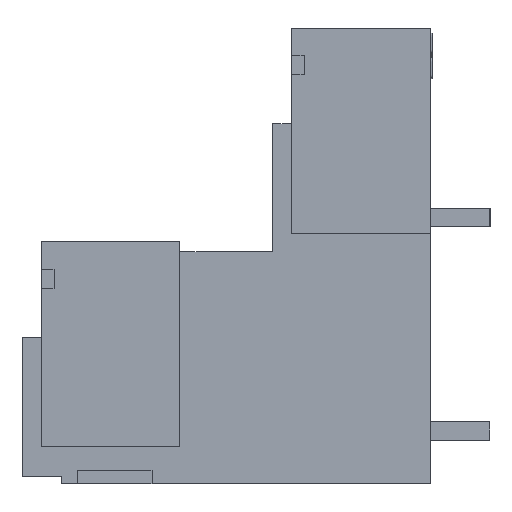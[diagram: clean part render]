
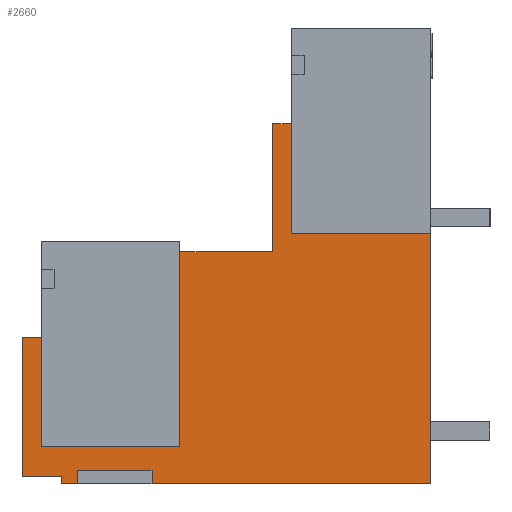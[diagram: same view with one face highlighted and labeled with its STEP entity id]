
A CAD part, left-side view. The second image highlights one B-rep face of the part: STEP entity #2660.
In plain terms, the highlighted planar face has unit normal (-1, 0, 0).
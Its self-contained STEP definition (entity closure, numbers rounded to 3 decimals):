
#2542=AXIS2_PLACEMENT_3D('Plane Axis2P3D',#2539,#2540,#2541) ;
#124=CARTESIAN_POINT('Vertex',(3.45,16.7,12.5)) ;
#127=CARTESIAN_POINT('Line Origine',(3.45,14.2,12.5)) ;
#131=CARTESIAN_POINT('Vertex',(3.45,11.7,12.5)) ;
#879=CARTESIAN_POINT('Line Origine',(3.45,24.175,4.95)) ;
#883=CARTESIAN_POINT('Vertex',(3.45,24.175,7.9)) ;
#885=CARTESIAN_POINT('Vertex',(3.45,24.175,2.)) ;
#2202=CARTESIAN_POINT('Line Origine',(3.45,20.438,2.)) ;
#2206=CARTESIAN_POINT('Vertex',(3.45,16.7,2.)) ;
#2278=CARTESIAN_POINT('Line Origine',(3.45,16.7,7.25)) ;
#2539=CARTESIAN_POINT('Axis2P3D Location',(3.45,3.2,0.4)) ;
#2544=CARTESIAN_POINT('Line Origine',(3.45,10.7,0.)) ;
#2548=CARTESIAN_POINT('Vertex',(3.45,18.2,0.)) ;
#2550=CARTESIAN_POINT('Vertex',(3.45,3.2,0.)) ;
#2553=CARTESIAN_POINT('Line Origine',(3.45,3.2,6.75)) ;
#2557=CARTESIAN_POINT('Vertex',(3.45,3.2,13.5)) ;
#2560=CARTESIAN_POINT('Line Origine',(3.45,6.95,13.5)) ;
#2564=CARTESIAN_POINT('Vertex',(3.45,10.7,13.5)) ;
#2567=CARTESIAN_POINT('Line Origine',(3.45,10.7,16.45)) ;
#2571=CARTESIAN_POINT('Vertex',(3.45,10.7,19.4)) ;
#2574=CARTESIAN_POINT('Line Origine',(3.45,11.2,19.4)) ;
#2578=CARTESIAN_POINT('Vertex',(3.45,11.7,19.4)) ;
#2581=CARTESIAN_POINT('Line Origine',(3.45,11.7,15.95)) ;
#2586=CARTESIAN_POINT('Line Origine',(3.45,24.687,7.9)) ;
#2590=CARTESIAN_POINT('Vertex',(3.45,25.2,7.9)) ;
#2593=CARTESIAN_POINT('Line Origine',(3.45,25.2,4.15)) ;
#2597=CARTESIAN_POINT('Vertex',(3.45,25.2,0.4)) ;
#2600=CARTESIAN_POINT('Line Origine',(3.45,24.145,0.4)) ;
#2604=CARTESIAN_POINT('Vertex',(3.45,23.09,0.4)) ;
#2607=CARTESIAN_POINT('Line Origine',(3.45,23.09,0.2)) ;
#2611=CARTESIAN_POINT('Vertex',(3.45,23.09,0.)) ;
#2614=CARTESIAN_POINT('Line Origine',(3.45,22.645,0.)) ;
#2618=CARTESIAN_POINT('Vertex',(3.45,22.2,0.)) ;
#2621=CARTESIAN_POINT('Line Origine',(3.45,22.2,0.35)) ;
#2625=CARTESIAN_POINT('Vertex',(3.45,22.2,0.7)) ;
#2628=CARTESIAN_POINT('Line Origine',(3.45,20.2,0.7)) ;
#2632=CARTESIAN_POINT('Vertex',(3.45,18.2,0.7)) ;
#2635=CARTESIAN_POINT('Line Origine',(3.45,18.2,0.35)) ;
#128=DIRECTION('Vector Direction',(0.,1.,0.)) ;
#880=DIRECTION('Vector Direction',(0.,0.,-1.)) ;
#2203=DIRECTION('Vector Direction',(0.,-1.,0.)) ;
#2279=DIRECTION('Vector Direction',(0.,0.,-1.)) ;
#2540=DIRECTION('Axis2P3D Direction',(-1.,0.,0.)) ;
#2541=DIRECTION('Axis2P3D XDirection',(0.,0.,-1.)) ;
#2545=DIRECTION('Vector Direction',(0.,-1.,0.)) ;
#2554=DIRECTION('Vector Direction',(0.,0.,1.)) ;
#2561=DIRECTION('Vector Direction',(0.,-1.,0.)) ;
#2568=DIRECTION('Vector Direction',(0.,0.,-1.)) ;
#2575=DIRECTION('Vector Direction',(0.,1.,0.)) ;
#2582=DIRECTION('Vector Direction',(0.,0.,-1.)) ;
#2587=DIRECTION('Vector Direction',(0.,1.,0.)) ;
#2594=DIRECTION('Vector Direction',(0.,0.,-1.)) ;
#2601=DIRECTION('Vector Direction',(0.,-1.,0.)) ;
#2608=DIRECTION('Vector Direction',(0.,0.,-1.)) ;
#2615=DIRECTION('Vector Direction',(0.,-1.,0.)) ;
#2622=DIRECTION('Vector Direction',(0.,0.,1.)) ;
#2629=DIRECTION('Vector Direction',(0.,-1.,0.)) ;
#2636=DIRECTION('Vector Direction',(0.,0.,1.)) ;
#129=VECTOR('Line Direction',#128,1.) ;
#881=VECTOR('Line Direction',#880,1.) ;
#2204=VECTOR('Line Direction',#2203,1.) ;
#2280=VECTOR('Line Direction',#2279,1.) ;
#2546=VECTOR('Line Direction',#2545,1.) ;
#2555=VECTOR('Line Direction',#2554,1.) ;
#2562=VECTOR('Line Direction',#2561,1.) ;
#2569=VECTOR('Line Direction',#2568,1.) ;
#2576=VECTOR('Line Direction',#2575,1.) ;
#2583=VECTOR('Line Direction',#2582,1.) ;
#2588=VECTOR('Line Direction',#2587,1.) ;
#2595=VECTOR('Line Direction',#2594,1.) ;
#2602=VECTOR('Line Direction',#2601,1.) ;
#2609=VECTOR('Line Direction',#2608,1.) ;
#2616=VECTOR('Line Direction',#2615,1.) ;
#2623=VECTOR('Line Direction',#2622,1.) ;
#2630=VECTOR('Line Direction',#2629,1.) ;
#2637=VECTOR('Line Direction',#2636,1.) ;
#2641=ORIENTED_EDGE('',*,*,#2552,.T.) ;
#2642=ORIENTED_EDGE('',*,*,#2559,.T.) ;
#2643=ORIENTED_EDGE('',*,*,#2566,.F.) ;
#2644=ORIENTED_EDGE('',*,*,#2573,.F.) ;
#2645=ORIENTED_EDGE('',*,*,#2580,.T.) ;
#2646=ORIENTED_EDGE('',*,*,#2585,.T.) ;
#2647=ORIENTED_EDGE('',*,*,#133,.T.) ;
#2648=ORIENTED_EDGE('',*,*,#2282,.T.) ;
#2649=ORIENTED_EDGE('',*,*,#2208,.F.) ;
#2650=ORIENTED_EDGE('',*,*,#887,.F.) ;
#2651=ORIENTED_EDGE('',*,*,#2592,.T.) ;
#2652=ORIENTED_EDGE('',*,*,#2599,.T.) ;
#2653=ORIENTED_EDGE('',*,*,#2606,.T.) ;
#2654=ORIENTED_EDGE('',*,*,#2613,.T.) ;
#2655=ORIENTED_EDGE('',*,*,#2620,.T.) ;
#2656=ORIENTED_EDGE('',*,*,#2627,.T.) ;
#2657=ORIENTED_EDGE('',*,*,#2634,.T.) ;
#2658=ORIENTED_EDGE('',*,*,#2639,.F.) ;
#2660=ADVANCED_FACE('HOUSING',(#2659),#2543,.T.) ;
#133=EDGE_CURVE('',#132,#125,#130,.T.) ;
#887=EDGE_CURVE('',#884,#886,#882,.T.) ;
#2208=EDGE_CURVE('',#886,#2207,#2205,.T.) ;
#2282=EDGE_CURVE('',#125,#2207,#2281,.T.) ;
#2552=EDGE_CURVE('',#2549,#2551,#2547,.T.) ;
#2559=EDGE_CURVE('',#2551,#2558,#2556,.T.) ;
#2566=EDGE_CURVE('',#2565,#2558,#2563,.T.) ;
#2573=EDGE_CURVE('',#2572,#2565,#2570,.T.) ;
#2580=EDGE_CURVE('',#2572,#2579,#2577,.T.) ;
#2585=EDGE_CURVE('',#2579,#132,#2584,.T.) ;
#2592=EDGE_CURVE('',#884,#2591,#2589,.T.) ;
#2599=EDGE_CURVE('',#2591,#2598,#2596,.T.) ;
#2606=EDGE_CURVE('',#2598,#2605,#2603,.T.) ;
#2613=EDGE_CURVE('',#2605,#2612,#2610,.T.) ;
#2620=EDGE_CURVE('',#2612,#2619,#2617,.T.) ;
#2627=EDGE_CURVE('',#2619,#2626,#2624,.T.) ;
#2634=EDGE_CURVE('',#2626,#2633,#2631,.T.) ;
#2639=EDGE_CURVE('',#2549,#2633,#2638,.T.) ;
#2640=EDGE_LOOP('',(#2641,#2642,#2643,#2644,#2645,#2646,#2647,#2648,#2649,#2650,#2651,#2652,#2653,#2654,#2655,#2656,#2657,#2658)) ;
#2659=FACE_OUTER_BOUND('',#2640,.T.) ;
#130=LINE('Line',#127,#129) ;
#882=LINE('Line',#879,#881) ;
#2205=LINE('Line',#2202,#2204) ;
#2281=LINE('Line',#2278,#2280) ;
#2547=LINE('Line',#2544,#2546) ;
#2556=LINE('Line',#2553,#2555) ;
#2563=LINE('Line',#2560,#2562) ;
#2570=LINE('Line',#2567,#2569) ;
#2577=LINE('Line',#2574,#2576) ;
#2584=LINE('Line',#2581,#2583) ;
#2589=LINE('Line',#2586,#2588) ;
#2596=LINE('Line',#2593,#2595) ;
#2603=LINE('Line',#2600,#2602) ;
#2610=LINE('Line',#2607,#2609) ;
#2617=LINE('Line',#2614,#2616) ;
#2624=LINE('Line',#2621,#2623) ;
#2631=LINE('Line',#2628,#2630) ;
#2638=LINE('Line',#2635,#2637) ;
#2543=PLANE('',#2542) ;
#125=VERTEX_POINT('',#124) ;
#132=VERTEX_POINT('',#131) ;
#884=VERTEX_POINT('',#883) ;
#886=VERTEX_POINT('',#885) ;
#2207=VERTEX_POINT('',#2206) ;
#2549=VERTEX_POINT('',#2548) ;
#2551=VERTEX_POINT('',#2550) ;
#2558=VERTEX_POINT('',#2557) ;
#2565=VERTEX_POINT('',#2564) ;
#2572=VERTEX_POINT('',#2571) ;
#2579=VERTEX_POINT('',#2578) ;
#2591=VERTEX_POINT('',#2590) ;
#2598=VERTEX_POINT('',#2597) ;
#2605=VERTEX_POINT('',#2604) ;
#2612=VERTEX_POINT('',#2611) ;
#2619=VERTEX_POINT('',#2618) ;
#2626=VERTEX_POINT('',#2625) ;
#2633=VERTEX_POINT('',#2632) ;
